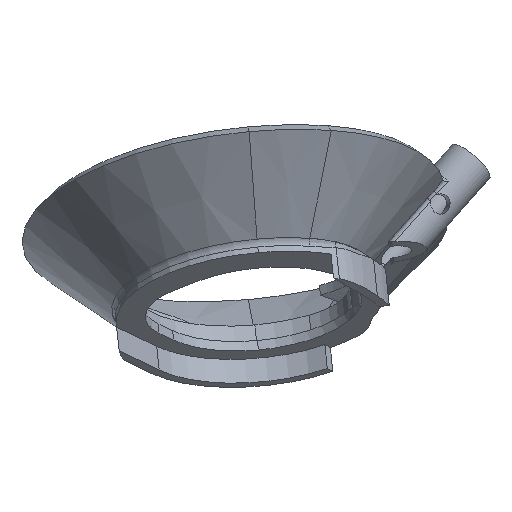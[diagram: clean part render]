
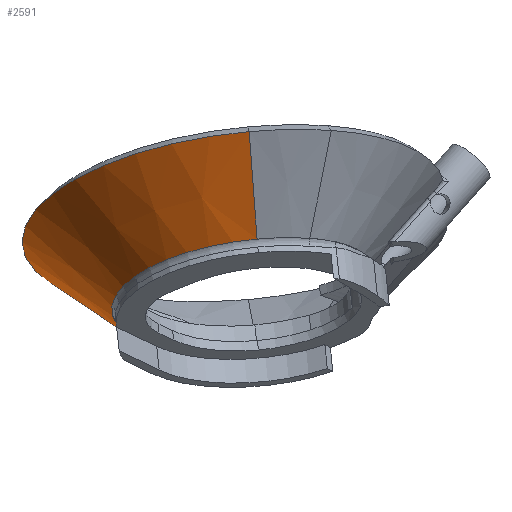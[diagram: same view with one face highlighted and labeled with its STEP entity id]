
A CAD part, left-side view. The second image highlights one B-rep face of the part: STEP entity #2591.
In plain terms, the highlighted conical face has half-angle 45 degrees and reference radius 6.384 mm.
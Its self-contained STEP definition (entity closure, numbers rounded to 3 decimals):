
#75 = VECTOR ( 'NONE', #840, 1000. ) ;
#79 = EDGE_CURVE ( 'NONE', #3855, #4136, #2134, .T. ) ;
#117 = EDGE_CURVE ( 'NONE', #953, #848, #495, .T. ) ;
#132 = DIRECTION ( 'NONE',  ( 0.919, 0., -0.394 ) ) ;
#184 = VERTEX_POINT ( 'NONE', #4833 ) ;
#202 = ORIENTED_EDGE ( 'NONE', *, *, #117, .F. ) ;
#206 = CARTESIAN_POINT ( 'NONE',  ( 10.464, 2.343, -1.444 ) ) ;
#243 = ORIENTED_EDGE ( 'NONE', *, *, #3386, .T. ) ;
#417 = CARTESIAN_POINT ( 'NONE',  ( 6.046, 4.701, -1.283 ) ) ;
#464 = ORIENTED_EDGE ( 'NONE', *, *, #2960, .T. ) ;
#495 = B_SPLINE_CURVE_WITH_KNOTS ( 'NONE', 3,
 ( #1766, #2454, #3973, #2072 ),
 .UNSPECIFIED., .F., .F.,
 ( 4, 4 ),
 ( 0., 1. ),
 .UNSPECIFIED. ) ;
#497 = ORIENTED_EDGE ( 'NONE', *, *, #4286, .F. ) ;
#556 = VERTEX_POINT ( 'NONE', #2921 ) ;
#560 = EDGE_LOOP ( 'NONE', ( #3576, #4234, #3526, #2957, #1058, #836 ) ) ;
#660 = CARTESIAN_POINT ( 'NONE',  ( 3.355, -1.164, 0.459 ) ) ;
#836 = ORIENTED_EDGE ( 'NONE', *, *, #4758, .T. ) ;
#840 = DIRECTION ( 'NONE',  ( 0.927, 0.068, 0.368 ) ) ;
#848 = VERTEX_POINT ( 'NONE', #3537 ) ;
#856 = CIRCLE ( 'NONE', #1997, 7.03 ) ;
#938 = AXIS2_PLACEMENT_3D ( 'NONE', #3224, #1603, #1201 ) ;
#953 = VERTEX_POINT ( 'NONE', #1876 ) ;
#995 = B_SPLINE_CURVE_WITH_KNOTS ( 'NONE', 3,
 ( #4588, #4612, #1613, #1942 ),
 .UNSPECIFIED., .F., .F.,
 ( 4, 4 ),
 ( 0., 1. ),
 .UNSPECIFIED. ) ;
#1058 = ORIENTED_EDGE ( 'NONE', *, *, #3816, .T. ) ;
#1168 = VERTEX_POINT ( 'NONE', #206 ) ;
#1201 = DIRECTION ( 'NONE',  ( 0.92, -0.041, -0.39 ) ) ;
#1226 = CARTESIAN_POINT ( 'NONE',  ( 4.997, 5.609, -0.538 ) ) ;
#1309 = CARTESIAN_POINT ( 'NONE',  ( 5.494, 5.156, -0.948 ) ) ;
#1326 = DIRECTION ( 'NONE',  ( -0.372, 0.068, 0.926 ) ) ;
#1372 = CARTESIAN_POINT ( 'NONE',  ( -2.615, -1.189, 2.737 ) ) ;
#1382 = CARTESIAN_POINT ( 'NONE',  ( 3.252, -1.189, 0.219 ) ) ;
#1384 = CARTESIAN_POINT ( 'NONE',  ( 10.464, 2.343, -1.444 ) ) ;
#1455 = DIRECTION ( 'NONE',  ( 0.393, 0.096, 0.915 ) ) ;
#1484 = FACE_BOUND ( 'NONE', #3417, .T. ) ;
#1499 = CARTESIAN_POINT ( 'NONE',  ( 15.146, -0.748, 0.093 ) ) ;
#1596 = AXIS2_PLACEMENT_3D ( 'NONE', #660, #3422, #3740 ) ;
#1603 = DIRECTION ( 'NONE',  ( 0.393, 0.096, 0.915 ) ) ;
#1613 = CARTESIAN_POINT ( 'NONE',  ( 10.417, 2.493, -1.422 ) ) ;
#1766 = CARTESIAN_POINT ( 'NONE',  ( 10.311, 2.791, -1.374 ) ) ;
#1778 = DIRECTION ( 'NONE',  ( 0.919, 0., -0.394 ) ) ;
#1876 = CARTESIAN_POINT ( 'NONE',  ( 10.311, 2.791, -1.374 ) ) ;
#1890 = B_SPLINE_CURVE_WITH_KNOTS ( 'NONE', 3,
 ( #4496, #3704, #3383, #1384 ),
 .UNSPECIFIED., .F., .F.,
 ( 4, 4 ),
 ( 0.001, 0.001 ),
 .UNSPECIFIED. ) ;
#1942 = CARTESIAN_POINT ( 'NONE',  ( 10.464, 2.343, -1.444 ) ) ;
#1997 = AXIS2_PLACEMENT_3D ( 'NONE', #3168, #4031, #132 ) ;
#2005 = CARTESIAN_POINT ( 'NONE',  ( 9.462, -1.164, -2.162 ) ) ;
#2016 = CARTESIAN_POINT ( 'NONE',  ( -2.955, -1.127, 3.583 ) ) ;
#2072 = CARTESIAN_POINT ( 'NONE',  ( 10.907, 3.077, -1.107 ) ) ;
#2134 = LINE ( 'NONE', #1372, #4863 ) ;
#2379 = CARTESIAN_POINT ( 'NONE',  ( 11.087, 2.562, -1.188 ) ) ;
#2454 = CARTESIAN_POINT ( 'NONE',  ( 10.511, 2.886, -1.287 ) ) ;
#2591 = ADVANCED_FACE ( 'NONE', ( #1484, #3288 ), #4426, .T. ) ;
#2768 = CARTESIAN_POINT ( 'NONE',  ( 9.118, -1.189, -2.299 ) ) ;
#2772 = CARTESIAN_POINT ( 'NONE',  ( 4.997, 5.609, -0.538 ) ) ;
#2921 = CARTESIAN_POINT ( 'NONE',  ( 6.649, 4.257, -1.524 ) ) ;
#2957 = ORIENTED_EDGE ( 'NONE', *, *, #3851, .F. ) ;
#2960 = EDGE_CURVE ( 'NONE', #953, #1168, #995, .T. ) ;
#3109 = CARTESIAN_POINT ( 'NONE',  ( 11.033, 2.735, -1.163 ) ) ;
#3121 = CIRCLE ( 'NONE', #1596, 6.646 ) ;
#3126 = CIRCLE ( 'NONE', #938, 10.98 ) ;
#3135 = CARTESIAN_POINT ( 'NONE',  ( 10.973, 2.907, -1.136 ) ) ;
#3152 = LINE ( 'NONE', #2768, #75 ) ;
#3168 = CARTESIAN_POINT ( 'NONE',  ( 3.505, -1.127, 0.81 ) ) ;
#3170 = CARTESIAN_POINT ( 'NONE',  ( 6.649, 4.257, -1.524 ) ) ;
#3196 = CARTESIAN_POINT ( 'NONE',  ( 6.339, 4.477, -1.42 ) ) ;
#3224 = CARTESIAN_POINT ( 'NONE',  ( 5.056, -0.748, 4.423 ) ) ;
#3288 = FACE_OUTER_BOUND ( 'NONE', #560, .T. ) ;
#3383 = CARTESIAN_POINT ( 'NONE',  ( 10.672, 2.416, -1.358 ) ) ;
#3386 = EDGE_CURVE ( 'NONE', #184, #848, #4297, .T. ) ;
#3417 = EDGE_LOOP ( 'NONE', ( #243, #202, #464, #497 ) ) ;
#3422 = DIRECTION ( 'NONE',  ( 0.393, 0.096, 0.915 ) ) ;
#3526 = ORIENTED_EDGE ( 'NONE', *, *, #4723, .F. ) ;
#3537 = CARTESIAN_POINT ( 'NONE',  ( 10.907, 3.077, -1.107 ) ) ;
#3576 = ORIENTED_EDGE ( 'NONE', *, *, #4513, .T. ) ;
#3664 = VERTEX_POINT ( 'NONE', #2772 ) ;
#3704 = CARTESIAN_POINT ( 'NONE',  ( 10.88, 2.489, -1.273 ) ) ;
#3740 = DIRECTION ( 'NONE',  ( 0.919, 0., -0.394 ) ) ;
#3816 = EDGE_CURVE ( 'NONE', #4567, #556, #3121, .T. ) ;
#3851 = EDGE_CURVE ( 'NONE', #4567, #4240, #3152, .T. ) ;
#3855 = VERTEX_POINT ( 'NONE', #2016 ) ;
#3973 = CARTESIAN_POINT ( 'NONE',  ( 10.709, 2.981, -1.197 ) ) ;
#4031 = DIRECTION ( 'NONE',  ( 0.393, 0.096, 0.915 ) ) ;
#4136 = VERTEX_POINT ( 'NONE', #4835 ) ;
#4234 = ORIENTED_EDGE ( 'NONE', *, *, #79, .T. ) ;
#4240 = VERTEX_POINT ( 'NONE', #1499 ) ;
#4262 = CARTESIAN_POINT ( 'NONE',  ( 5.237, 5.383, -0.753 ) ) ;
#4282 = AXIS2_PLACEMENT_3D ( 'NONE', #1382, #1455, #1778 ) ;
#4286 = EDGE_CURVE ( 'NONE', #184, #1168, #1890, .T. ) ;
#4297 = B_SPLINE_CURVE_WITH_KNOTS ( 'NONE', 3,
 ( #2379, #3109, #3135, #4621 ),
 .UNSPECIFIED., .F., .F.,
 ( 4, 4 ),
 ( 0., 1. ),
 .UNSPECIFIED. ) ;
#4426 = CONICAL_SURFACE ( 'NONE', #4282, 6.384, 0.785 ) ;
#4496 = CARTESIAN_POINT ( 'NONE',  ( 11.087, 2.562, -1.188 ) ) ;
#4513 = EDGE_CURVE ( 'NONE', #3664, #3855, #856, .T. ) ;
#4567 = VERTEX_POINT ( 'NONE', #2005 ) ;
#4588 = CARTESIAN_POINT ( 'NONE',  ( 10.311, 2.791, -1.374 ) ) ;
#4612 = CARTESIAN_POINT ( 'NONE',  ( 10.366, 2.642, -1.398 ) ) ;
#4621 = CARTESIAN_POINT ( 'NONE',  ( 10.907, 3.077, -1.107 ) ) ;
#4723 = EDGE_CURVE ( 'NONE', #4240, #4136, #3126, .T. ) ;
#4758 = EDGE_CURVE ( 'NONE', #556, #3664, #4921, .T. ) ;
#4833 = CARTESIAN_POINT ( 'NONE',  ( 11.087, 2.562, -1.188 ) ) ;
#4835 = CARTESIAN_POINT ( 'NONE',  ( -5.034, -0.748, 8.754 ) ) ;
#4863 = VECTOR ( 'NONE', #1326, 1000. ) ;
#4921 = B_SPLINE_CURVE_WITH_KNOTS ( 'NONE', 3,
 ( #3170, #3196, #417, #1309, #4262, #1226 ),
 .UNSPECIFIED., .F., .F.,
 ( 4, 2, 4 ),
 ( 0., 0.001, 0.002 ),
 .UNSPECIFIED. ) ;
